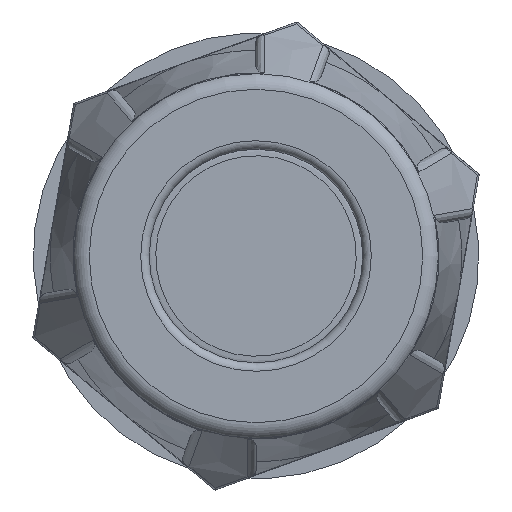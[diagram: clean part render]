
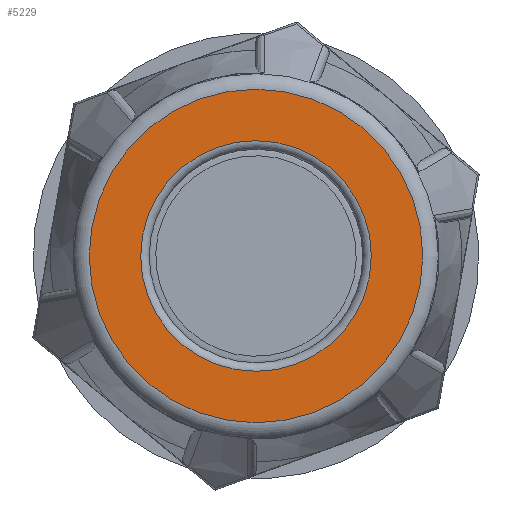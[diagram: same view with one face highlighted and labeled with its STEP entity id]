
A CAD part, left-side view. The second image highlights one B-rep face of the part: STEP entity #5229.
In plain terms, the highlighted planar face has unit normal (-1, 0, 0).
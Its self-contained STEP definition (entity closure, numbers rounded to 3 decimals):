
#289=FACE_BOUND('',#1664,.T.);
#1031=PLANE('',#5836);
#1323=FACE_OUTER_BOUND('',#1663,.T.);
#1663=EDGE_LOOP('',(#4884));
#1664=EDGE_LOOP('',(#4885));
#1982=CIRCLE('',#5835,6.725);
#1983=CIRCLE('',#5837,9.723);
#2661=VERTEX_POINT('',#13803);
#2662=VERTEX_POINT('',#13806);
#3408=EDGE_CURVE('',#2661,#2661,#1982,.T.);
#3409=EDGE_CURVE('',#2662,#2662,#1983,.T.);
#4884=ORIENTED_EDGE('',*,*,#3409,.F.);
#4885=ORIENTED_EDGE('',*,*,#3408,.T.);
#5229=ADVANCED_FACE('',(#1323,#289),#1031,.T.);
#5835=AXIS2_PLACEMENT_3D('',#13804,#7204,#7205);
#5836=AXIS2_PLACEMENT_3D('',#13805,#7206,#7207);
#5837=AXIS2_PLACEMENT_3D('',#13807,#7208,#7209);
#7204=DIRECTION('center_axis',(1.,0.,0.));
#7205=DIRECTION('ref_axis',(0.,0.,-1.));
#7206=DIRECTION('center_axis',(-1.,0.,0.));
#7207=DIRECTION('ref_axis',(0.,0.,1.));
#7208=DIRECTION('center_axis',(1.,0.,0.));
#7209=DIRECTION('ref_axis',(0.,0.,-1.));
#13803=CARTESIAN_POINT('',(-23.3,6.725,0.));
#13804=CARTESIAN_POINT('Origin',(-23.3,0.,0.));
#13805=CARTESIAN_POINT('Origin',(-23.3,9.723,0.));
#13806=CARTESIAN_POINT('',(-23.3,9.723,0.));
#13807=CARTESIAN_POINT('Origin',(-23.3,0.,0.));
